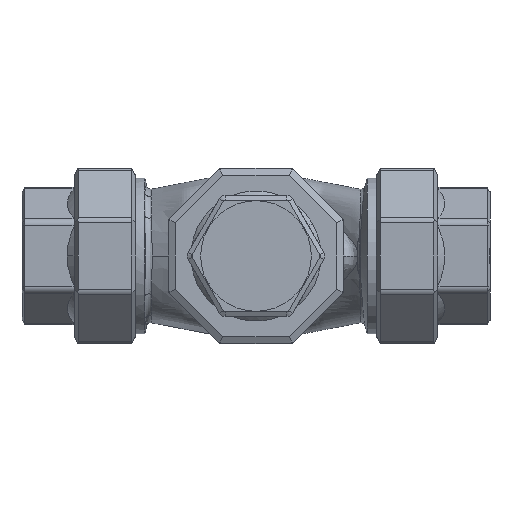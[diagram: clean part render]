
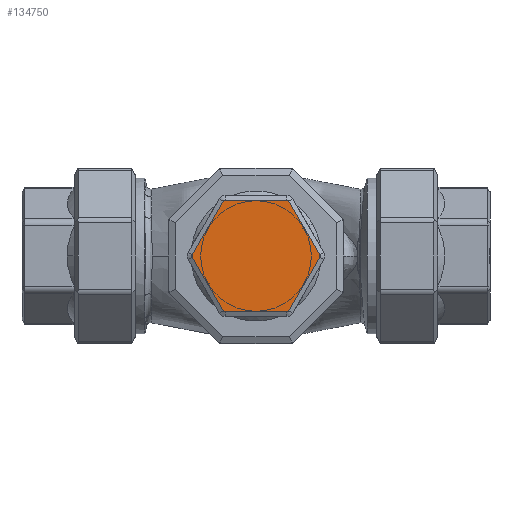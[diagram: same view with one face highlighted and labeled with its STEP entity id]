
A CAD part, front view. The second image highlights one B-rep face of the part: STEP entity #134750.
In plain terms, the highlighted planar face has unit normal (0, -1, 0).
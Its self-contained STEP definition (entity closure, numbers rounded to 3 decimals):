
#5430 = VERTEX_POINT ( 'NONE', #81936 ) ;
#11098 = VERTEX_POINT ( 'NONE', #81937 ) ;
#11111 = VERTEX_POINT ( 'NONE', #81938 ) ;
#11134 = VERTEX_POINT ( 'NONE', #81939 ) ;
#11801 = CARTESIAN_POINT ( 'NONE',  ( 26.983, -94.054, 0.502 ) ) ;
#11879 = CARTESIAN_POINT ( 'NONE',  ( 13.926, -94.054, -23.117 ) ) ;
#11881 = CARTESIAN_POINT ( 'NONE',  ( 13.057, -94.054, -23.618 ) ) ;
#19753 = CARTESIAN_POINT ( 'NONE',  ( -13.926, -94.054, -23.117 ) ) ;
#19769 = CARTESIAN_POINT ( 'NONE',  ( -13.926, -94.054, 23.117 ) ) ;
#19771 = CARTESIAN_POINT ( 'NONE',  ( -26.983, -94.054, -0.501 ) ) ;
#30172 = EDGE_CURVE ( 'NONE', #63922, #5430, #81942, .T. ) ;
#33773 = AXIS2_PLACEMENT_3D ( 'NONE', #87126, #87127, #87128 ) ;
#33788 = CIRCLE ( 'NONE', #34317, 1.003 ) ;
#33878 = VECTOR ( 'NONE', #87129, 1000. ) ;
#33921 = AXIS2_PLACEMENT_3D ( 'NONE', #87144, #87145, #87146 ) ;
#33958 = AXIS2_PLACEMENT_3D ( 'NONE', #87120, #87121, #87122 ) ;
#33996 = CIRCLE ( 'NONE', #33773, 1.003 ) ;
#34250 = VECTOR ( 'NONE', #87147, 1000. ) ;
#34297 = VECTOR ( 'NONE', #87141, 1000. ) ;
#34312 = VECTOR ( 'NONE', #87135, 1000. ) ;
#34316 = CIRCLE ( 'NONE', #33921, 1.003 ) ;
#34317 = AXIS2_PLACEMENT_3D ( 'NONE', #87132, #87133, #87134 ) ;
#34328 = CIRCLE ( 'NONE', #34330, 1.003 ) ;
#34329 = AXIS2_PLACEMENT_3D ( 'NONE', #87149, #87150, #87151 ) ;
#34330 = AXIS2_PLACEMENT_3D ( 'NONE', #87138, #87139, #87140 ) ;
#34331 = CIRCLE ( 'NONE', #33958, 1.003 ) ;
#34345 = CIRCLE ( 'NONE', #34329, 1.003 ) ;
#34349 = VECTOR ( 'NONE', #87123, 1000. ) ;
#38658 = CARTESIAN_POINT ( 'NONE',  ( 13.057, -94.054, 23.618 ) ) ;
#40882 = CARTESIAN_POINT ( 'NONE',  ( -13.057, -94.054, -23.618 ) ) ;
#44488 = CARTESIAN_POINT ( 'NONE',  ( 11.246, -94.054, -19.479 ) ) ;
#44493 = FACE_OUTER_BOUND ( 'NONE', #69668, .T. ) ;
#44495 = PLANE ( 'NONE',  #85045 ) ;
#44498 = DIRECTION ( 'NONE',  ( 0., 1., 0. ) ) ;
#44500 = DIRECTION ( 'NONE',  ( 0.866, 0., 0.5 ) ) ;
#50851 = EDGE_CURVE ( 'NONE', #5430, #60444, #34331, .T. ) ;
#50852 = EDGE_CURVE ( 'NONE', #60444, #11111, #87114, .T. ) ;
#50853 = EDGE_CURVE ( 'NONE', #11111, #81397, #33996, .T. ) ;
#50854 = EDGE_CURVE ( 'NONE', #81397, #11098, #87118, .T. ) ;
#50855 = EDGE_CURVE ( 'NONE', #11098, #69488, #33788, .T. ) ;
#50856 = EDGE_CURVE ( 'NONE', #69488, #11134, #87124, .T. ) ;
#50857 = EDGE_CURVE ( 'NONE', #11134, #69490, #34328, .T. ) ;
#50858 = EDGE_CURVE ( 'NONE', #69490, #69489, #87130, .T. ) ;
#50859 = EDGE_CURVE ( 'NONE', #69489, #97796, #34316, .T. ) ;
#50860 = EDGE_CURVE ( 'NONE', #97796, #63952, #87136, .T. ) ;
#50861 = EDGE_CURVE ( 'NONE', #63952, #63922, #34345, .T. ) ;
#60444 = VERTEX_POINT ( 'NONE', #11801 ) ;
#62556 = VECTOR ( 'NONE', #81944, 1000. ) ;
#63922 = VERTEX_POINT ( 'NONE', #11879 ) ;
#63952 = VERTEX_POINT ( 'NONE', #11881 ) ;
#69488 = VERTEX_POINT ( 'NONE', #19769 ) ;
#69489 = VERTEX_POINT ( 'NONE', #19753 ) ;
#69490 = VERTEX_POINT ( 'NONE', #19771 ) ;
#69668 = EDGE_LOOP ( 'NONE', ( #120699, #120700, #120701, #120702, #120703, #120704, #120705, #120706, #120707, #120708, #120709, #120710 ) ) ;
#81397 = VERTEX_POINT ( 'NONE', #38658 ) ;
#81936 = CARTESIAN_POINT ( 'NONE',  ( 26.983, -94.054, -0.501 ) ) ;
#81937 = CARTESIAN_POINT ( 'NONE',  ( -13.057, -94.054, 23.618 ) ) ;
#81938 = CARTESIAN_POINT ( 'NONE',  ( 13.926, -94.054, 23.117 ) ) ;
#81939 = CARTESIAN_POINT ( 'NONE',  ( -26.983, -94.054, 0.502 ) ) ;
#81942 = LINE ( 'NONE', #81943, #62556 ) ;
#81943 = CARTESIAN_POINT ( 'NONE',  ( 26.983, -94.054, -0.501 ) ) ;
#81944 = DIRECTION ( 'NONE',  ( 0.5, 0., 0.866 ) ) ;
#85045 = AXIS2_PLACEMENT_3D ( 'NONE', #44488, #44498, #44500 ) ;
#87113 = CARTESIAN_POINT ( 'NONE',  ( 13.926, -94.054, 23.117 ) ) ;
#87114 = LINE ( 'NONE', #87113, #34349 ) ;
#87118 = LINE ( 'NONE', #87119, #33878 ) ;
#87119 = CARTESIAN_POINT ( 'NONE',  ( -13.057, -94.054, 23.618 ) ) ;
#87120 = CARTESIAN_POINT ( 'NONE',  ( 26.114, -94.054, 0. ) ) ;
#87121 = DIRECTION ( 'NONE',  ( 0., -1., 0. ) ) ;
#87122 = DIRECTION ( 'NONE',  ( 0.866, 0., 0.5 ) ) ;
#87123 = DIRECTION ( 'NONE',  ( -0.5, 0., 0.866 ) ) ;
#87124 = LINE ( 'NONE', #87125, #34312 ) ;
#87125 = CARTESIAN_POINT ( 'NONE',  ( -26.983, -94.054, 0.502 ) ) ;
#87126 = CARTESIAN_POINT ( 'NONE',  ( 13.057, -94.054, 22.615 ) ) ;
#87127 = DIRECTION ( 'NONE',  ( 0., -1., 0. ) ) ;
#87128 = DIRECTION ( 'NONE',  ( 0.866, 0., 0.5 ) ) ;
#87129 = DIRECTION ( 'NONE',  ( -1., 0., 0. ) ) ;
#87130 = LINE ( 'NONE', #87131, #34297 ) ;
#87131 = CARTESIAN_POINT ( 'NONE',  ( -13.926, -94.054, -23.117 ) ) ;
#87132 = CARTESIAN_POINT ( 'NONE',  ( -13.057, -94.054, 22.615 ) ) ;
#87133 = DIRECTION ( 'NONE',  ( 0., -1., 0. ) ) ;
#87134 = DIRECTION ( 'NONE',  ( 0.866, 0., 0.5 ) ) ;
#87135 = DIRECTION ( 'NONE',  ( -0.5, 0., -0.866 ) ) ;
#87136 = LINE ( 'NONE', #87137, #34250 ) ;
#87137 = CARTESIAN_POINT ( 'NONE',  ( 13.057, -94.054, -23.618 ) ) ;
#87138 = CARTESIAN_POINT ( 'NONE',  ( -26.114, -94.054, 0. ) ) ;
#87139 = DIRECTION ( 'NONE',  ( 0., -1., 0. ) ) ;
#87140 = DIRECTION ( 'NONE',  ( 0.866, 0., 0.5 ) ) ;
#87141 = DIRECTION ( 'NONE',  ( 0.5, 0., -0.866 ) ) ;
#87144 = CARTESIAN_POINT ( 'NONE',  ( -13.057, -94.054, -22.615 ) ) ;
#87145 = DIRECTION ( 'NONE',  ( 0., -1., 0. ) ) ;
#87146 = DIRECTION ( 'NONE',  ( 0.866, 0., 0.5 ) ) ;
#87147 = DIRECTION ( 'NONE',  ( 1., 0., 0. ) ) ;
#87149 = CARTESIAN_POINT ( 'NONE',  ( 13.057, -94.054, -22.615 ) ) ;
#87150 = DIRECTION ( 'NONE',  ( 0., -1., 0. ) ) ;
#87151 = DIRECTION ( 'NONE',  ( 0.866, 0., 0.5 ) ) ;
#97796 = VERTEX_POINT ( 'NONE', #40882 ) ;
#120699 = ORIENTED_EDGE ( 'NONE', *, *, #50851, .T. ) ;
#120700 = ORIENTED_EDGE ( 'NONE', *, *, #50852, .T. ) ;
#120701 = ORIENTED_EDGE ( 'NONE', *, *, #50853, .T. ) ;
#120702 = ORIENTED_EDGE ( 'NONE', *, *, #50854, .T. ) ;
#120703 = ORIENTED_EDGE ( 'NONE', *, *, #50855, .T. ) ;
#120704 = ORIENTED_EDGE ( 'NONE', *, *, #50856, .T. ) ;
#120705 = ORIENTED_EDGE ( 'NONE', *, *, #50857, .T. ) ;
#120706 = ORIENTED_EDGE ( 'NONE', *, *, #50858, .T. ) ;
#120707 = ORIENTED_EDGE ( 'NONE', *, *, #50859, .T. ) ;
#120708 = ORIENTED_EDGE ( 'NONE', *, *, #50860, .T. ) ;
#120709 = ORIENTED_EDGE ( 'NONE', *, *, #50861, .T. ) ;
#120710 = ORIENTED_EDGE ( 'NONE', *, *, #30172, .T. ) ;
#134750 = ADVANCED_FACE ( 'NONE', ( #44493 ), #44495, .F. ) ;
